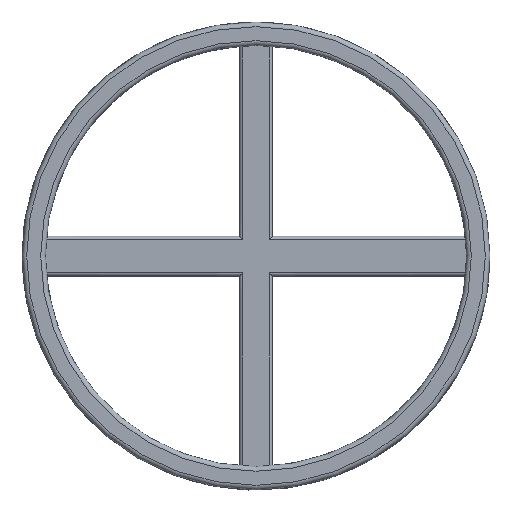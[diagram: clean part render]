
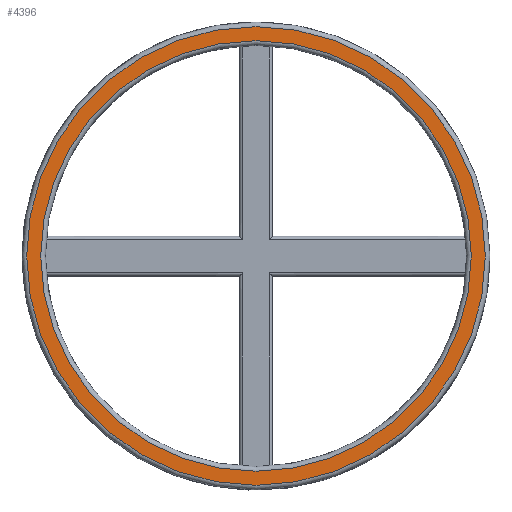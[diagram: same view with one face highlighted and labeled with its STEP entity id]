
A CAD part, top view. The second image highlights one B-rep face of the part: STEP entity #4396.
In plain terms, the highlighted planar face has unit normal (0, 0, 1).
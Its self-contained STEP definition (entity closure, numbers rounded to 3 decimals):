
#1310 = TOROIDAL_SURFACE('',#1311,46.,1.);
#1311 = AXIS2_PLACEMENT_3D('',#1312,#1313,#1314);
#1312 = CARTESIAN_POINT('',(0.,0.,21.));
#1313 = DIRECTION('',(0.,0.,1.));
#1314 = DIRECTION('',(1.,0.,-0.));
#3188 = VERTEX_POINT('',#3189);
#3189 = CARTESIAN_POINT('',(46.,0.,22.));
#3209 = EDGE_CURVE('',#3188,#3188,#3210,.T.);
#3210 = SURFACE_CURVE('',#3211,(#3216,#3223),.PCURVE_S1.);
#3211 = CIRCLE('',#3212,46.);
#3212 = AXIS2_PLACEMENT_3D('',#3213,#3214,#3215);
#3213 = CARTESIAN_POINT('',(0.,0.,22.));
#3214 = DIRECTION('',(0.,0.,1.));
#3215 = DIRECTION('',(1.,0.,-0.));
#3216 = PCURVE('',#1310,#3217);
#3217 = DEFINITIONAL_REPRESENTATION('',(#3218),#3222);
#3218 = LINE('',#3219,#3220);
#3219 = CARTESIAN_POINT('',(0.,1.571));
#3220 = VECTOR('',#3221,1.);
#3221 = DIRECTION('',(1.,0.));
#3222 = ( GEOMETRIC_REPRESENTATION_CONTEXT(2) 
PARAMETRIC_REPRESENTATION_CONTEXT() REPRESENTATION_CONTEXT('2D SPACE',''
  ) );
#3223 = PCURVE('',#3224,#3229);
#3224 = PLANE('',#3225);
#3225 = AXIS2_PLACEMENT_3D('',#3226,#3227,#3228);
#3226 = CARTESIAN_POINT('',(0.,0.,22.)
  );
#3227 = DIRECTION('',(0.,0.,1.));
#3228 = DIRECTION('',(1.,0.,-0.));
#3229 = DEFINITIONAL_REPRESENTATION('',(#3230),#3234);
#3230 = CIRCLE('',#3231,46.);
#3231 = AXIS2_PLACEMENT_2D('',#3232,#3233);
#3232 = CARTESIAN_POINT('',(0.,0.));
#3233 = DIRECTION('',(1.,0.));
#3234 = ( GEOMETRIC_REPRESENTATION_CONTEXT(2) 
PARAMETRIC_REPRESENTATION_CONTEXT() REPRESENTATION_CONTEXT('2D SPACE',''
  ) );
#4396 = ADVANCED_FACE('',(#4397,#4400),#3224,.T.);
#4397 = FACE_BOUND('',#4398,.T.);
#4398 = EDGE_LOOP('',(#4399));
#4399 = ORIENTED_EDGE('',*,*,#3209,.F.);
#4400 = FACE_BOUND('',#4401,.T.);
#4401 = EDGE_LOOP('',(#4402));
#4402 = ORIENTED_EDGE('',*,*,#4403,.T.);
#4403 = EDGE_CURVE('',#4404,#4404,#4406,.T.);
#4404 = VERTEX_POINT('',#4405);
#4405 = CARTESIAN_POINT('',(49.,0.,22.));
#4406 = SURFACE_CURVE('',#4407,(#4412,#4419),.PCURVE_S1.);
#4407 = CIRCLE('',#4408,49.);
#4408 = AXIS2_PLACEMENT_3D('',#4409,#4410,#4411);
#4409 = CARTESIAN_POINT('',(0.,0.,22.));
#4410 = DIRECTION('',(0.,0.,1.));
#4411 = DIRECTION('',(1.,0.,-0.));
#4412 = PCURVE('',#3224,#4413);
#4413 = DEFINITIONAL_REPRESENTATION('',(#4414),#4418);
#4414 = CIRCLE('',#4415,49.);
#4415 = AXIS2_PLACEMENT_2D('',#4416,#4417);
#4416 = CARTESIAN_POINT('',(0.,0.));
#4417 = DIRECTION('',(1.,0.));
#4418 = ( GEOMETRIC_REPRESENTATION_CONTEXT(2) 
PARAMETRIC_REPRESENTATION_CONTEXT() REPRESENTATION_CONTEXT('2D SPACE',''
  ) );
#4419 = PCURVE('',#4420,#4425);
#4420 = TOROIDAL_SURFACE('',#4421,49.,1.);
#4421 = AXIS2_PLACEMENT_3D('',#4422,#4423,#4424);
#4422 = CARTESIAN_POINT('',(0.,0.,21.));
#4423 = DIRECTION('',(0.,0.,1.));
#4424 = DIRECTION('',(1.,0.,-0.));
#4425 = DEFINITIONAL_REPRESENTATION('',(#4426),#4430);
#4426 = LINE('',#4427,#4428);
#4427 = CARTESIAN_POINT('',(0.,1.571));
#4428 = VECTOR('',#4429,1.);
#4429 = DIRECTION('',(1.,0.));
#4430 = ( GEOMETRIC_REPRESENTATION_CONTEXT(2) 
PARAMETRIC_REPRESENTATION_CONTEXT() REPRESENTATION_CONTEXT('2D SPACE',''
  ) );
